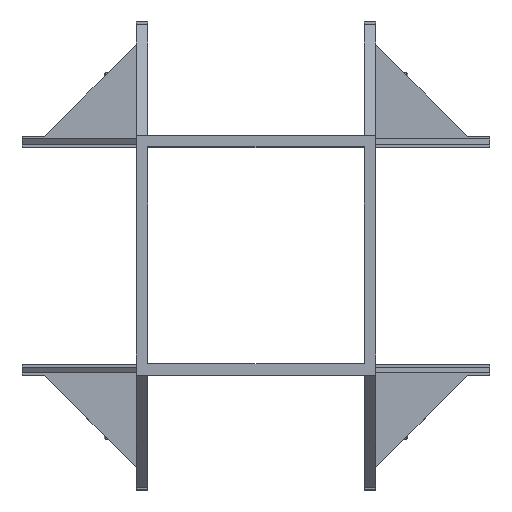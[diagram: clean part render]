
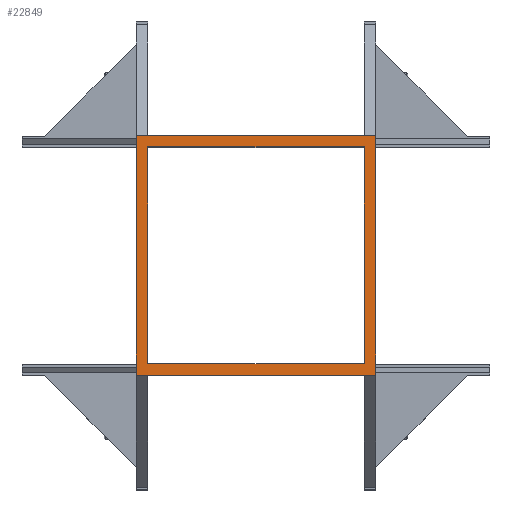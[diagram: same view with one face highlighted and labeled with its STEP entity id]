
A CAD part, top view. The second image highlights one B-rep face of the part: STEP entity #22849.
In plain terms, the highlighted planar face has unit normal (0, 0, 1).
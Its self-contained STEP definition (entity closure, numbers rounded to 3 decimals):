
#1305=FACE_BOUND('',#7110,.T.);
#2336=LINE('',#40762,#3860);
#2338=LINE('',#40768,#3862);
#2343=LINE('',#40777,#3867);
#2345=LINE('',#40782,#3869);
#2347=LINE('',#40786,#3871);
#2348=LINE('',#40787,#3872);
#2349=LINE('',#40789,#3873);
#2350=LINE('',#40790,#3874);
#3860=VECTOR('',#32966,10.);
#3862=VECTOR('',#32970,10.);
#3867=VECTOR('',#32977,10.);
#3869=VECTOR('',#32981,10.);
#3871=VECTOR('',#32985,10.);
#3872=VECTOR('',#32986,10.);
#3873=VECTOR('',#32987,10.);
#3874=VECTOR('',#32988,10.);
#5557=FACE_OUTER_BOUND('',#7109,.T.);
#7109=EDGE_LOOP('',(#19977,#19978,#19979,#19980));
#7110=EDGE_LOOP('',(#19981,#19982,#19983,#19984));
#10646=VERTEX_POINT('',#40756);
#10648=VERTEX_POINT('',#40760);
#10649=VERTEX_POINT('',#40764);
#10651=VERTEX_POINT('',#40767);
#10654=VERTEX_POINT('',#40774);
#10655=VERTEX_POINT('',#40779);
#10657=VERTEX_POINT('',#40785);
#10658=VERTEX_POINT('',#40788);
#13804=EDGE_CURVE('',#10646,#10648,#2336,.T.);
#13806=EDGE_CURVE('',#10649,#10651,#2338,.T.);
#13811=EDGE_CURVE('',#10654,#10646,#2343,.T.);
#13813=EDGE_CURVE('',#10655,#10649,#2345,.T.);
#13815=EDGE_CURVE('',#10657,#10655,#2347,.T.);
#13816=EDGE_CURVE('',#10657,#10651,#2348,.T.);
#13817=EDGE_CURVE('',#10648,#10658,#2349,.T.);
#13818=EDGE_CURVE('',#10658,#10654,#2350,.T.);
#19977=ORIENTED_EDGE('',*,*,#13815,.F.);
#19978=ORIENTED_EDGE('',*,*,#13816,.T.);
#19979=ORIENTED_EDGE('',*,*,#13806,.F.);
#19980=ORIENTED_EDGE('',*,*,#13813,.F.);
#19981=ORIENTED_EDGE('',*,*,#13817,.T.);
#19982=ORIENTED_EDGE('',*,*,#13818,.T.);
#19983=ORIENTED_EDGE('',*,*,#13811,.T.);
#19984=ORIENTED_EDGE('',*,*,#13804,.T.);
#21249=PLANE('',#25995);
#22849=ADVANCED_FACE('',(#5557,#1305),#21249,.F.);
#25995=AXIS2_PLACEMENT_3D('',#40784,#32983,#32984);
#32966=DIRECTION('',(0.,1.,0.));
#32970=DIRECTION('',(0.,1.,0.));
#32977=DIRECTION('',(-1.,0.,0.));
#32981=DIRECTION('',(-1.,0.,0.));
#32983=DIRECTION('center_axis',(0.,0.,-1.));
#32984=DIRECTION('ref_axis',(0.707,0.707,0.));
#32985=DIRECTION('',(0.,-1.,0.));
#32986=DIRECTION('',(-1.,0.,0.));
#32987=DIRECTION('',(1.,0.,0.));
#32988=DIRECTION('',(0.,-1.,0.));
#40756=CARTESIAN_POINT('',(-475.,-475.,1987.5));
#40760=CARTESIAN_POINT('',(-475.,475.,1987.5));
#40762=CARTESIAN_POINT('',(-475.,-475.,1987.5));
#40764=CARTESIAN_POINT('',(-525.,-525.,1987.5));
#40767=CARTESIAN_POINT('',(-525.,525.,1987.5));
#40768=CARTESIAN_POINT('',(-525.,-525.,1987.5));
#40774=CARTESIAN_POINT('',(475.,-475.,1987.5));
#40777=CARTESIAN_POINT('',(475.,-475.,1987.5));
#40779=CARTESIAN_POINT('',(525.,-525.,1987.5));
#40782=CARTESIAN_POINT('',(525.,-525.,1987.5));
#40784=CARTESIAN_POINT('Origin',(475.,475.,1987.5));
#40785=CARTESIAN_POINT('',(525.,525.,1987.5));
#40786=CARTESIAN_POINT('',(525.,525.,1987.5));
#40787=CARTESIAN_POINT('',(-500.,525.,1987.5));
#40788=CARTESIAN_POINT('',(475.,475.,1987.5));
#40789=CARTESIAN_POINT('',(-500.,475.,1987.5));
#40790=CARTESIAN_POINT('',(475.,475.,1987.5));
